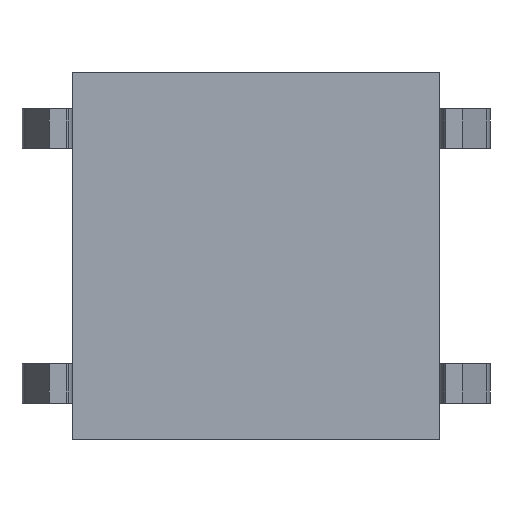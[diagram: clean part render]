
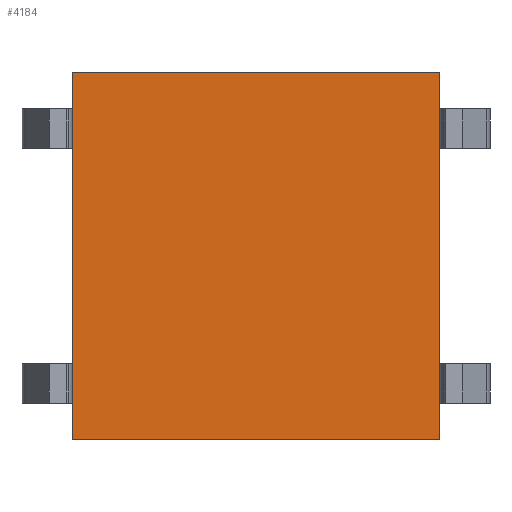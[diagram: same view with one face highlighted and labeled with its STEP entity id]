
A CAD part, front view. The second image highlights one B-rep face of the part: STEP entity #4184.
In plain terms, the highlighted planar face has unit normal (0, -1, 0).
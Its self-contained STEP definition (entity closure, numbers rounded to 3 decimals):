
#4139 = ORIENTED_EDGE ( 'NONE', *, *, #4190, .F. ) ;
#4142 = EDGE_CURVE ( 'NONE', #4153, #4194, #5940, .T. ) ;
#4144 = ORIENTED_EDGE ( 'NONE', *, *, #4142, .F. ) ;
#4152 = EDGE_LOOP ( 'NONE', ( #4139, #4193, #4185, #4144 ) ) ;
#4153 = VERTEX_POINT ( 'NONE', #5944 ) ;
#4156 = VERTEX_POINT ( 'NONE', #5931 ) ;
#4184 = ADVANCED_FACE ( 'NONE', ( #6064 ), #6058, .F. ) ;
#4185 = ORIENTED_EDGE ( 'NONE', *, *, #4200, .F. ) ;
#4190 = EDGE_CURVE ( 'NONE', #4156, #4153, #6124, .T. ) ;
#4193 = ORIENTED_EDGE ( 'NONE', *, *, #4205, .F. ) ;
#4194 = VERTEX_POINT ( 'NONE', #6127 ) ;
#4195 = VERTEX_POINT ( 'NONE', #6118 ) ;
#4200 = EDGE_CURVE ( 'NONE', #4194, #4195, #6114, .T. ) ;
#4205 = EDGE_CURVE ( 'NONE', #4195, #4156, #6117, .T. ) ;
#5931 = CARTESIAN_POINT ( 'NONE',  ( 3.25, 0., -3.25 ) ) ;
#5933 = DIRECTION ( 'NONE',  ( 0., 0., 1. ) ) ;
#5940 = LINE ( 'NONE', #6027, #6020 ) ;
#5944 = CARTESIAN_POINT ( 'NONE',  ( -3.25, 0., -3.25 ) ) ;
#6020 = VECTOR ( 'NONE', #5933, 1000. ) ;
#6027 = CARTESIAN_POINT ( 'NONE',  ( -3.25, 0., 0. ) ) ;
#6058 = PLANE ( 'NONE',  #6067 ) ;
#6064 = FACE_OUTER_BOUND ( 'NONE', #4152, .T. ) ;
#6067 = AXIS2_PLACEMENT_3D ( 'NONE', #6130, #6129, #6128 ) ;
#6108 = DIRECTION ( 'NONE',  ( 0., 0., -1. ) ) ;
#6109 = VECTOR ( 'NONE', #6108, 1000. ) ;
#6111 = DIRECTION ( 'NONE',  ( 1., 0., 0. ) ) ;
#6112 = VECTOR ( 'NONE', #6111, 1000. ) ;
#6113 = CARTESIAN_POINT ( 'NONE',  ( 0., 0., 3.25 ) ) ;
#6114 = LINE ( 'NONE', #6113, #6112 ) ;
#6116 = CARTESIAN_POINT ( 'NONE',  ( 3.25, 0., 0. ) ) ;
#6117 = LINE ( 'NONE', #6116, #6109 ) ;
#6118 = CARTESIAN_POINT ( 'NONE',  ( 3.25, 0., 3.25 ) ) ;
#6119 = DIRECTION ( 'NONE',  ( -1., 0., 0. ) ) ;
#6120 = VECTOR ( 'NONE', #6119, 1000. ) ;
#6123 = CARTESIAN_POINT ( 'NONE',  ( 0., 0., -3.25 ) ) ;
#6124 = LINE ( 'NONE', #6123, #6120 ) ;
#6127 = CARTESIAN_POINT ( 'NONE',  ( -3.25, 0., 3.25 ) ) ;
#6128 = DIRECTION ( 'NONE',  ( 0., 0., 1. ) ) ;
#6129 = DIRECTION ( 'NONE',  ( 0., 1., 0. ) ) ;
#6130 = CARTESIAN_POINT ( 'NONE',  ( 0., 0., 0. ) ) ;
